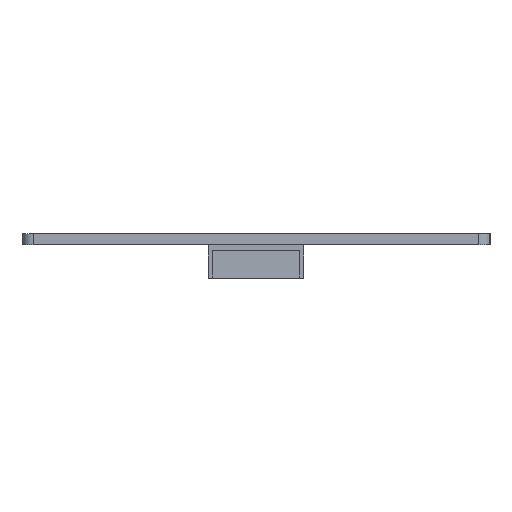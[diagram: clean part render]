
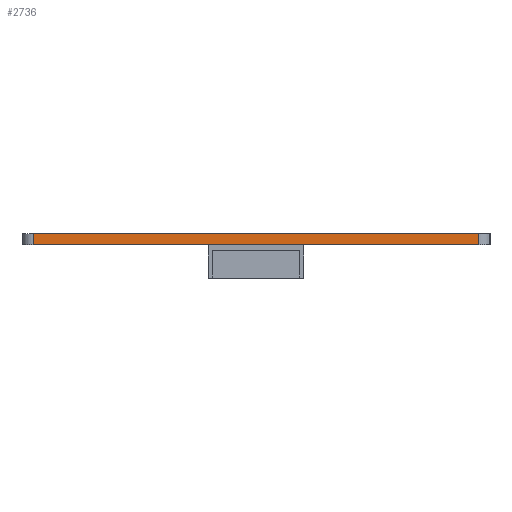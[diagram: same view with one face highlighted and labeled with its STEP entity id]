
A CAD part, left-side view. The second image highlights one B-rep face of the part: STEP entity #2736.
In plain terms, the highlighted planar face has unit normal (-1, 0, 0).
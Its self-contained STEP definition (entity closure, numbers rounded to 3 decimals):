
#268=DIRECTION('',(0.,-1.,0.));
#269=VECTOR('',#268,80.9);
#270=CARTESIAN_POINT('',(-153.55,40.45,0.));
#271=LINE('',#270,#269);
#591=DIRECTION('',(0.,-1.,0.));
#592=VECTOR('',#591,80.9);
#593=CARTESIAN_POINT('',(-153.55,40.45,-2.));
#594=LINE('',#593,#592);
#1017=DIRECTION('',(0.,0.,-1.));
#1018=VECTOR('',#1017,2.);
#1019=CARTESIAN_POINT('',(-153.55,-40.45,0.));
#1020=LINE('',#1019,#1018);
#1021=DIRECTION('',(0.,0.,-1.));
#1022=VECTOR('',#1021,2.);
#1023=CARTESIAN_POINT('',(-153.55,40.45,0.));
#1024=LINE('',#1023,#1022);
#1186=CARTESIAN_POINT('',(-153.55,-40.45,-2.));
#1188=VERTEX_POINT('',#1186);
#1189=CARTESIAN_POINT('',(-153.55,-40.45,0.));
#1190=VERTEX_POINT('',#1189);
#1193=CARTESIAN_POINT('',(-153.55,40.45,-2.));
#1195=VERTEX_POINT('',#1193);
#1199=CARTESIAN_POINT('',(-153.55,40.45,0.));
#1200=VERTEX_POINT('',#1199);
#2724=CARTESIAN_POINT('',(-153.55,42.45,0.));
#2725=DIRECTION('',(-1.,0.,0.));
#2726=DIRECTION('',(0.,-1.,0.));
#2727=AXIS2_PLACEMENT_3D('',#2724,#2725,#2726);
#2728=PLANE('',#2727);
#2730=ORIENTED_EDGE('',*,*,#2729,.T.);
#2731=ORIENTED_EDGE('',*,*,#1566,.F.);
#2732=ORIENTED_EDGE('',*,*,#2719,.F.);
#2733=ORIENTED_EDGE('',*,*,#1352,.T.);
#2734=EDGE_LOOP('',(#2730,#2731,#2732,#2733));
#2735=FACE_OUTER_BOUND('',#2734,.F.);
#2736=ADVANCED_FACE('',(#2735),#2728,.T.);
#1352=EDGE_CURVE('',#1200,#1190,#271,.T.);
#1566=EDGE_CURVE('',#1195,#1188,#594,.T.);
#2719=EDGE_CURVE('',#1200,#1195,#1024,.T.);
#2729=EDGE_CURVE('',#1190,#1188,#1020,.T.);
